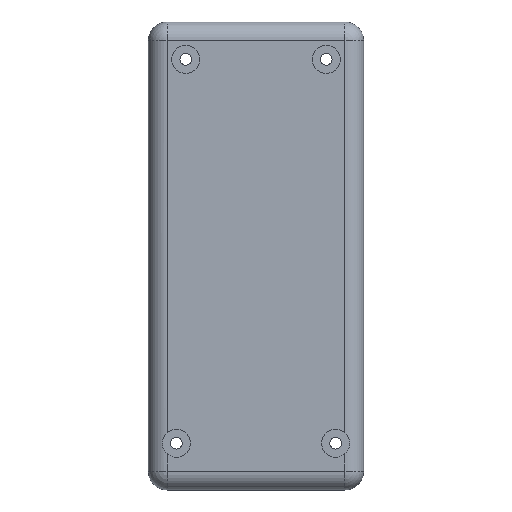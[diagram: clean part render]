
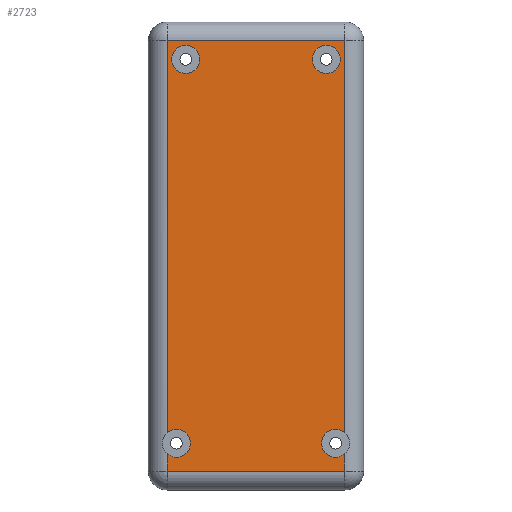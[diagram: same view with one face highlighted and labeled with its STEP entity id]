
A CAD part, front view. The second image highlights one B-rep face of the part: STEP entity #2723.
In plain terms, the highlighted planar face has unit normal (0, -1, 0).
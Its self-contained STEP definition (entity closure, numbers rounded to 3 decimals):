
#6 = ORIENTED_EDGE ( 'NONE', *, *, #5661, .T. ) ;
#20 = CARTESIAN_POINT ( 'NONE',  ( 17., 0., -38. ) ) ;
#23 = DIRECTION ( 'NONE',  ( 0., 0., 1. ) ) ;
#107 = DIRECTION ( 'NONE',  ( 0., 0., 1. ) ) ;
#138 = DIRECTION ( 'NONE',  ( 0., 0., -1. ) ) ;
#227 = FACE_OUTER_BOUND ( 'NONE', #2101, .T. ) ;
#244 = ORIENTED_EDGE ( 'NONE', *, *, #2114, .F. ) ;
#290 = CARTESIAN_POINT ( 'NONE',  ( 15., 0., 38. ) ) ;
#324 = CARTESIAN_POINT ( 'NONE',  ( 19., 0., 45. ) ) ;
#340 = DIRECTION ( 'NONE',  ( 0., 0., 1. ) ) ;
#350 = LINE ( 'NONE', #4027, #3135 ) ;
#356 = CARTESIAN_POINT ( 'NONE',  ( -19., 0., -51. ) ) ;
#399 = CARTESIAN_POINT ( 'NONE',  ( 17., 0., -44. ) ) ;
#422 = CARTESIAN_POINT ( 'NONE',  ( -17., 0., -41. ) ) ;
#517 = CARTESIAN_POINT ( 'NONE',  ( 19., 0., 49. ) ) ;
#522 = CARTESIAN_POINT ( 'NONE',  ( 19., 0., 49. ) ) ;
#550 = DIRECTION ( 'NONE',  ( 0., -1., 0. ) ) ;
#635 = CARTESIAN_POINT ( 'NONE',  ( 17., 0., -41. ) ) ;
#697 = AXIS2_PLACEMENT_3D ( 'NONE', #2682, #3200, #340 ) ;
#809 = EDGE_CURVE ( 'NONE', #2006, #4259, #1547, .T. ) ;
#820 = FACE_BOUND ( 'NONE', #2438, .T. ) ;
#827 = DIRECTION ( 'NONE',  ( 0., 0., 1. ) ) ;
#986 = DIRECTION ( 'NONE',  ( 0., 0., -1. ) ) ;
#1175 = VERTEX_POINT ( 'NONE', #399 ) ;
#1381 = CARTESIAN_POINT ( 'NONE',  ( -19., 0., -47. ) ) ;
#1408 = EDGE_CURVE ( 'NONE', #3364, #2688, #2828, .T. ) ;
#1453 = CARTESIAN_POINT ( 'NONE',  ( 19., 0., -43.236 ) ) ;
#1527 = LINE ( 'NONE', #517, #1664 ) ;
#1547 = CIRCLE ( 'NONE', #2826, 3. ) ;
#1650 = DIRECTION ( 'NONE',  ( 0., -1., 0. ) ) ;
#1664 = VECTOR ( 'NONE', #107, 1000. ) ;
#1740 = PLANE ( 'NONE',  #2854 ) ;
#1759 = CIRCLE ( 'NONE', #5212, 3. ) ;
#1787 = LINE ( 'NONE', #3668, #2732 ) ;
#1848 = VECTOR ( 'NONE', #23, 1000. ) ;
#1893 = VERTEX_POINT ( 'NONE', #5464 ) ;
#1957 = CIRCLE ( 'NONE', #4716, 3. ) ;
#1966 = CARTESIAN_POINT ( 'NONE',  ( -17., 0., -41. ) ) ;
#1985 = DIRECTION ( 'NONE',  ( 0., 0., -1. ) ) ;
#2006 = VERTEX_POINT ( 'NONE', #5935 ) ;
#2018 = ORIENTED_EDGE ( 'NONE', *, *, #3532, .F. ) ;
#2061 = ORIENTED_EDGE ( 'NONE', *, *, #3133, .F. ) ;
#2065 = AXIS2_PLACEMENT_3D ( 'NONE', #3993, #1650, #4453 ) ;
#2071 = DIRECTION ( 'NONE',  ( 0., 0., 1. ) ) ;
#2101 = EDGE_LOOP ( 'NONE', ( #2061, #5243, #4904, #3606, #5440, #244, #5924, #5717, #6, #3647, #5991, #2649 ) ) ;
#2114 = EDGE_CURVE ( 'NONE', #2556, #1175, #5174, .T. ) ;
#2201 = CARTESIAN_POINT ( 'NONE',  ( 0., 0., 0. ) ) ;
#2205 = CARTESIAN_POINT ( 'NONE',  ( -15., 0., 41. ) ) ;
#2232 = VECTOR ( 'NONE', #3534, 1000. ) ;
#2243 = CARTESIAN_POINT ( 'NONE',  ( 19., 0., -47. ) ) ;
#2252 = DIRECTION ( 'NONE',  ( 0., 0., 1. ) ) ;
#2372 = CARTESIAN_POINT ( 'NONE',  ( 17., 0., -41. ) ) ;
#2438 = EDGE_LOOP ( 'NONE', ( #3051, #3589 ) ) ;
#2484 = DIRECTION ( 'NONE',  ( 0., -1., 0. ) ) ;
#2499 = CARTESIAN_POINT ( 'NONE',  ( -15., 0., 41. ) ) ;
#2507 = AXIS2_PLACEMENT_3D ( 'NONE', #2372, #550, #986 ) ;
#2556 = VERTEX_POINT ( 'NONE', #20 ) ;
#2636 = LINE ( 'NONE', #356, #2232 ) ;
#2649 = ORIENTED_EDGE ( 'NONE', *, *, #2739, .F. ) ;
#2681 = DIRECTION ( 'NONE',  ( 0., -1., 0. ) ) ;
#2682 = CARTESIAN_POINT ( 'NONE',  ( 15., 0., 41. ) ) ;
#2688 = VERTEX_POINT ( 'NONE', #324 ) ;
#2723 = ADVANCED_FACE ( 'NONE', ( #227, #820, #5009 ), #1740, .T. ) ;
#2732 = VECTOR ( 'NONE', #3193, 1000. ) ;
#2739 = EDGE_CURVE ( 'NONE', #3814, #2006, #4533, .T. ) ;
#2751 = EDGE_CURVE ( 'NONE', #1175, #4566, #5316, .T. ) ;
#2753 = CARTESIAN_POINT ( 'NONE',  ( -17., 0., -44. ) ) ;
#2826 = AXIS2_PLACEMENT_3D ( 'NONE', #1966, #3847, #5732 ) ;
#2828 = LINE ( 'NONE', #522, #1848 ) ;
#2854 = AXIS2_PLACEMENT_3D ( 'NONE', #2201, #5908, #4088 ) ;
#2869 = DIRECTION ( 'NONE',  ( 0., 0., -1. ) ) ;
#2896 = VERTEX_POINT ( 'NONE', #3303 ) ;
#2955 = AXIS2_PLACEMENT_3D ( 'NONE', #2499, #4357, #2071 ) ;
#3017 = EDGE_CURVE ( 'NONE', #2896, #3459, #4140, .T. ) ;
#3051 = ORIENTED_EDGE ( 'NONE', *, *, #3017, .F. ) ;
#3133 = EDGE_CURVE ( 'NONE', #5569, #3814, #5320, .T. ) ;
#3135 = VECTOR ( 'NONE', #4062, 1000. ) ;
#3159 = DIRECTION ( 'NONE',  ( 0., -1., 0. ) ) ;
#3180 = DIRECTION ( 'NONE',  ( 0., 0., -1. ) ) ;
#3181 = VERTEX_POINT ( 'NONE', #1381 ) ;
#3193 = DIRECTION ( 'NONE',  ( 1., 0., 0. ) ) ;
#3200 = DIRECTION ( 'NONE',  ( 0., -1., 0. ) ) ;
#3233 = CARTESIAN_POINT ( 'NONE',  ( 15., 0., 41. ) ) ;
#3303 = CARTESIAN_POINT ( 'NONE',  ( -15., 0., 38. ) ) ;
#3328 = LINE ( 'NONE', #5183, #5889 ) ;
#3364 = VERTEX_POINT ( 'NONE', #5338 ) ;
#3459 = VERTEX_POINT ( 'NONE', #6023 ) ;
#3502 = ORIENTED_EDGE ( 'NONE', *, *, #4450, .F. ) ;
#3532 = EDGE_CURVE ( 'NONE', #5624, #4247, #4058, .T. ) ;
#3534 = DIRECTION ( 'NONE',  ( 0., 0., -1. ) ) ;
#3589 = ORIENTED_EDGE ( 'NONE', *, *, #5277, .F. ) ;
#3606 = ORIENTED_EDGE ( 'NONE', *, *, #5739, .T. ) ;
#3647 = ORIENTED_EDGE ( 'NONE', *, *, #4622, .T. ) ;
#3668 = CARTESIAN_POINT ( 'NONE',  ( 23., 0., -47. ) ) ;
#3814 = VERTEX_POINT ( 'NONE', #2753 ) ;
#3847 = DIRECTION ( 'NONE',  ( 0., -1., 0. ) ) ;
#3889 = EDGE_CURVE ( 'NONE', #5569, #3181, #2636, .T. ) ;
#3993 = CARTESIAN_POINT ( 'NONE',  ( -17., 0., -41. ) ) ;
#4027 = CARTESIAN_POINT ( 'NONE',  ( -23., 0., 45. ) ) ;
#4058 = CIRCLE ( 'NONE', #697, 3. ) ;
#4062 = DIRECTION ( 'NONE',  ( -1., 0., 0. ) ) ;
#4088 = DIRECTION ( 'NONE',  ( 0., 0., -1. ) ) ;
#4140 = CIRCLE ( 'NONE', #2955, 3. ) ;
#4247 = VERTEX_POINT ( 'NONE', #5363 ) ;
#4259 = VERTEX_POINT ( 'NONE', #5309 ) ;
#4357 = DIRECTION ( 'NONE',  ( 0., -1., 0. ) ) ;
#4450 = EDGE_CURVE ( 'NONE', #4247, #5624, #4995, .T. ) ;
#4453 = DIRECTION ( 'NONE',  ( 0., 0., -1. ) ) ;
#4533 = CIRCLE ( 'NONE', #2065, 3. ) ;
#4566 = VERTEX_POINT ( 'NONE', #1453 ) ;
#4576 = CARTESIAN_POINT ( 'NONE',  ( -19., 0., -43.236 ) ) ;
#4622 = EDGE_CURVE ( 'NONE', #1893, #4259, #3328, .T. ) ;
#4716 = AXIS2_PLACEMENT_3D ( 'NONE', #635, #2484, #138 ) ;
#4737 = AXIS2_PLACEMENT_3D ( 'NONE', #422, #5165, #1985 ) ;
#4904 = ORIENTED_EDGE ( 'NONE', *, *, #4912, .T. ) ;
#4912 = EDGE_CURVE ( 'NONE', #3181, #5854, #1787, .T. ) ;
#4995 = CIRCLE ( 'NONE', #5490, 3. ) ;
#5009 = FACE_BOUND ( 'NONE', #5250, .T. ) ;
#5040 = DIRECTION ( 'NONE',  ( 0., -1., 0. ) ) ;
#5122 = AXIS2_PLACEMENT_3D ( 'NONE', #5874, #5040, #3180 ) ;
#5165 = DIRECTION ( 'NONE',  ( 0., -1., 0. ) ) ;
#5174 = CIRCLE ( 'NONE', #2507, 3. ) ;
#5183 = CARTESIAN_POINT ( 'NONE',  ( -19., 0., -51. ) ) ;
#5189 = EDGE_CURVE ( 'NONE', #3364, #2556, #1957, .T. ) ;
#5212 = AXIS2_PLACEMENT_3D ( 'NONE', #2205, #3159, #827 ) ;
#5243 = ORIENTED_EDGE ( 'NONE', *, *, #3889, .T. ) ;
#5250 = EDGE_LOOP ( 'NONE', ( #2018, #3502 ) ) ;
#5277 = EDGE_CURVE ( 'NONE', #3459, #2896, #1759, .T. ) ;
#5309 = CARTESIAN_POINT ( 'NONE',  ( -19., 0., -38.764 ) ) ;
#5316 = CIRCLE ( 'NONE', #5122, 3. ) ;
#5320 = CIRCLE ( 'NONE', #4737, 3. ) ;
#5338 = CARTESIAN_POINT ( 'NONE',  ( 19., 0., -38.764 ) ) ;
#5363 = CARTESIAN_POINT ( 'NONE',  ( 15., 0., 44. ) ) ;
#5440 = ORIENTED_EDGE ( 'NONE', *, *, #2751, .F. ) ;
#5464 = CARTESIAN_POINT ( 'NONE',  ( -19., 0., 45. ) ) ;
#5490 = AXIS2_PLACEMENT_3D ( 'NONE', #3233, #2681, #2252 ) ;
#5569 = VERTEX_POINT ( 'NONE', #4576 ) ;
#5624 = VERTEX_POINT ( 'NONE', #290 ) ;
#5661 = EDGE_CURVE ( 'NONE', #2688, #1893, #350, .T. ) ;
#5717 = ORIENTED_EDGE ( 'NONE', *, *, #1408, .T. ) ;
#5732 = DIRECTION ( 'NONE',  ( 0., 0., -1. ) ) ;
#5739 = EDGE_CURVE ( 'NONE', #5854, #4566, #1527, .T. ) ;
#5854 = VERTEX_POINT ( 'NONE', #2243 ) ;
#5874 = CARTESIAN_POINT ( 'NONE',  ( 17., 0., -41. ) ) ;
#5889 = VECTOR ( 'NONE', #2869, 1000. ) ;
#5908 = DIRECTION ( 'NONE',  ( 0., -1., 0. ) ) ;
#5924 = ORIENTED_EDGE ( 'NONE', *, *, #5189, .F. ) ;
#5935 = CARTESIAN_POINT ( 'NONE',  ( -17., 0., -38. ) ) ;
#5991 = ORIENTED_EDGE ( 'NONE', *, *, #809, .F. ) ;
#6023 = CARTESIAN_POINT ( 'NONE',  ( -15., 0., 44. ) ) ;
